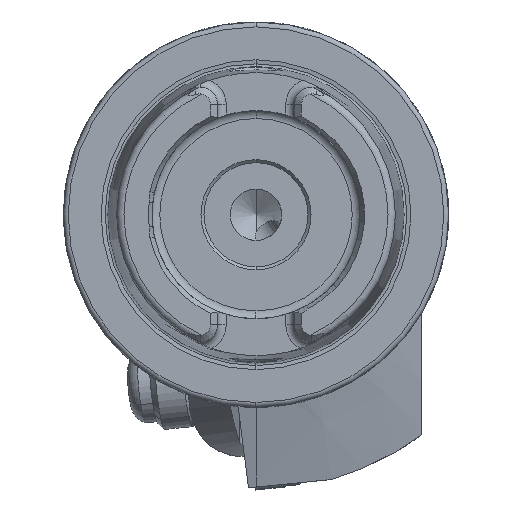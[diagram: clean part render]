
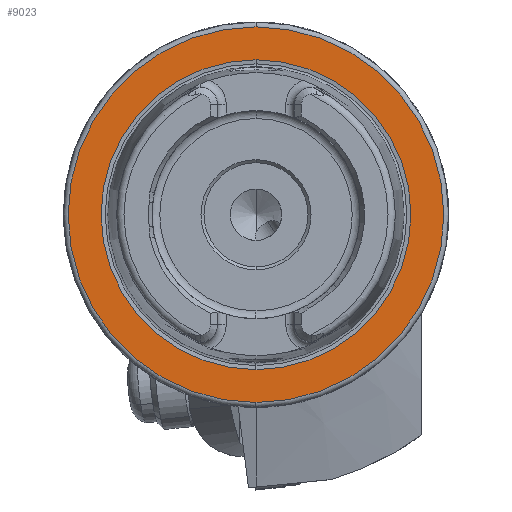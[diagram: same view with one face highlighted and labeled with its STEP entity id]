
A CAD part, left-side view. The second image highlights one B-rep face of the part: STEP entity #9023.
In plain terms, the highlighted planar face has unit normal (-1, 0, 0).
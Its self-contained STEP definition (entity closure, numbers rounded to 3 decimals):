
#331 = DIRECTION ( 'NONE',  ( -1., 0., 0. ) ) ;
#383 = EDGE_LOOP ( 'NONE', ( #3821, #3751 ) ) ;
#711 = FACE_OUTER_BOUND ( 'NONE', #13876, .T. ) ;
#761 = CARTESIAN_POINT ( 'NONE',  ( 0., 0., 0. ) ) ;
#1052 = AXIS2_PLACEMENT_3D ( 'NONE', #761, #5917, #13052 ) ;
#1792 = DIRECTION ( 'NONE',  ( -1., 0., 0. ) ) ;
#2274 = VERTEX_POINT ( 'NONE', #13232 ) ;
#2751 = CARTESIAN_POINT ( 'NONE',  ( 0., 0., 30.7 ) ) ;
#2781 = EDGE_CURVE ( 'NONE', #9588, #12199, #4110, .T. ) ;
#2946 = DIRECTION ( 'NONE',  ( 0., 0., 1. ) ) ;
#3052 = CARTESIAN_POINT ( 'NONE',  ( 0., 30.7, 0. ) ) ;
#3751 = ORIENTED_EDGE ( 'NONE', *, *, #4332, .F. ) ;
#3821 = ORIENTED_EDGE ( 'NONE', *, *, #13419, .F. ) ;
#4110 = CIRCLE ( 'NONE', #10367, 30.7 ) ;
#4173 = AXIS2_PLACEMENT_3D ( 'NONE', #3052, #14721, #10255 ) ;
#4332 = EDGE_CURVE ( 'NONE', #2274, #7184, #14516, .T. ) ;
#4764 = ORIENTED_EDGE ( 'NONE', *, *, #13919, .T. ) ;
#5448 = DIRECTION ( 'NONE',  ( -1., 0., 0. ) ) ;
#5675 = AXIS2_PLACEMENT_3D ( 'NONE', #13908, #1792, #2946 ) ;
#5917 = DIRECTION ( 'NONE',  ( -1., 0., 0. ) ) ;
#6132 = CIRCLE ( 'NONE', #12406, 25.324 ) ;
#6145 = PLANE ( 'NONE',  #4173 ) ;
#7184 = VERTEX_POINT ( 'NONE', #9967 ) ;
#8336 = DIRECTION ( 'NONE',  ( 0., 0., 1. ) ) ;
#9023 = ADVANCED_FACE ( 'NONE', ( #12920, #711 ), #6145, .F. ) ;
#9354 = ORIENTED_EDGE ( 'NONE', *, *, #2781, .T. ) ;
#9588 = VERTEX_POINT ( 'NONE', #16021 ) ;
#9967 = CARTESIAN_POINT ( 'NONE',  ( 0., 0., 25.324 ) ) ;
#10255 = DIRECTION ( 'NONE',  ( 0., 0., -1. ) ) ;
#10367 = AXIS2_PLACEMENT_3D ( 'NONE', #17409, #5448, #13470 ) ;
#12199 = VERTEX_POINT ( 'NONE', #2751 ) ;
#12406 = AXIS2_PLACEMENT_3D ( 'NONE', #15386, #331, #8336 ) ;
#12920 = FACE_BOUND ( 'NONE', #383, .T. ) ;
#13052 = DIRECTION ( 'NONE',  ( 0., 0., 1. ) ) ;
#13232 = CARTESIAN_POINT ( 'NONE',  ( 0., 0., -25.324 ) ) ;
#13419 = EDGE_CURVE ( 'NONE', #7184, #2274, #6132, .T. ) ;
#13470 = DIRECTION ( 'NONE',  ( 0., 0., 1. ) ) ;
#13876 = EDGE_LOOP ( 'NONE', ( #4764, #9354 ) ) ;
#13908 = CARTESIAN_POINT ( 'NONE',  ( 0., 0., 0. ) ) ;
#13919 = EDGE_CURVE ( 'NONE', #12199, #9588, #15545, .T. ) ;
#14516 = CIRCLE ( 'NONE', #5675, 25.324 ) ;
#14721 = DIRECTION ( 'NONE',  ( 1., 0., 0. ) ) ;
#15386 = CARTESIAN_POINT ( 'NONE',  ( 0., 0., 0. ) ) ;
#15545 = CIRCLE ( 'NONE', #1052, 30.7 ) ;
#16021 = CARTESIAN_POINT ( 'NONE',  ( 0., 0., -30.7 ) ) ;
#17409 = CARTESIAN_POINT ( 'NONE',  ( 0., 0., 0. ) ) ;
